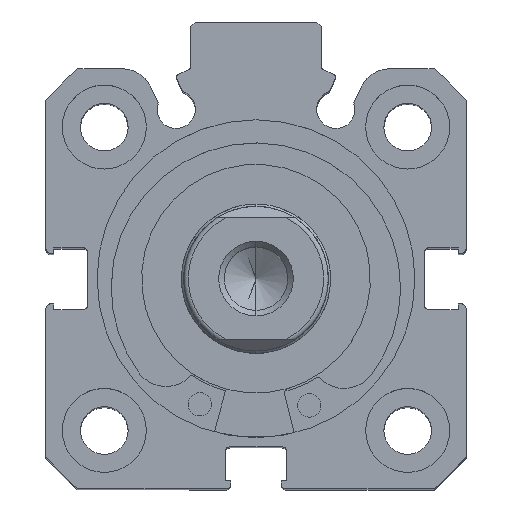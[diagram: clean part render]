
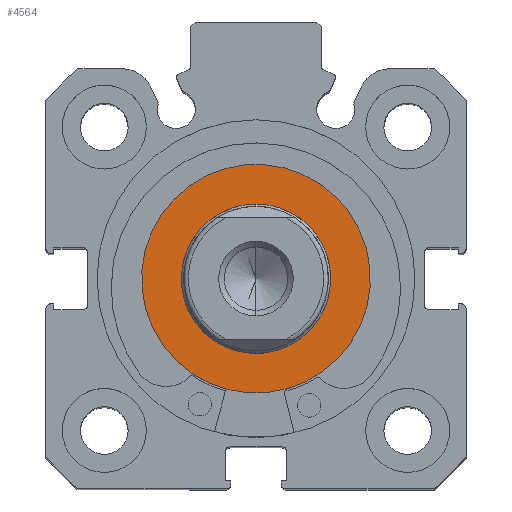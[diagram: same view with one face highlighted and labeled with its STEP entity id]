
A CAD part, top view. The second image highlights one B-rep face of the part: STEP entity #4564.
In plain terms, the highlighted face is planar.
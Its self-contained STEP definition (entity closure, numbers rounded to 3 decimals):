
#600 = CARTESIAN_POINT ( 'NONE',  ( 0., 0., 0. ) ) ;
#607 = DIRECTION ( 'NONE',  ( -1., 0., 0. ) ) ;
#608 = DIRECTION ( 'NONE',  ( 0., 0., 1. ) ) ;
#630 = CARTESIAN_POINT ( 'NONE',  ( 0., 0., 0. ) ) ;
#631 = DIRECTION ( 'NONE',  ( -1., 0., 0. ) ) ;
#632 = DIRECTION ( 'NONE',  ( 0., 0., 1. ) ) ;
#676 = CARTESIAN_POINT ( 'NONE',  ( 0., 0., 0. ) ) ;
#677 = CARTESIAN_POINT ( 'NONE',  ( 0., 0., 0. ) ) ;
#678 = DIRECTION ( 'NONE',  ( -1., 0., 0. ) ) ;
#679 = DIRECTION ( 'NONE',  ( 0., 0., 1. ) ) ;
#684 = DIRECTION ( 'NONE',  ( -1., 0., 0. ) ) ;
#685 = DIRECTION ( 'NONE',  ( 0., 0., 1. ) ) ;
#1210 = CARTESIAN_POINT ( 'NONE',  ( 0., 0., 8. ) ) ;
#1212 = CARTESIAN_POINT ( 'NONE',  ( 0., 0., 12.25 ) ) ;
#1214 = CARTESIAN_POINT ( 'NONE',  ( 0., 0., -12.25 ) ) ;
#1235 = CARTESIAN_POINT ( 'NONE',  ( 0., 0., -8. ) ) ;
#1415 = AXIS2_PLACEMENT_3D ( 'NONE', #600, #607, #608 ) ;
#1419 = AXIS2_PLACEMENT_3D ( 'NONE', #630, #631, #632 ) ;
#1431 = AXIS2_PLACEMENT_3D ( 'NONE', #676, #678, #679 ) ;
#1437 = AXIS2_PLACEMENT_3D ( 'NONE', #677, #684, #685 ) ;
#1672 = EDGE_LOOP ( 'NONE', ( #5009, #5008 ) ) ;
#1856 = FACE_BOUND ( 'NONE', #6426, .T. ) ;
#1862 = FACE_OUTER_BOUND ( 'NONE', #1672, .T. ) ;
#2823 = CIRCLE ( 'NONE', #1415, 12.25 ) ;
#2834 = CIRCLE ( 'NONE', #1419, 8. ) ;
#2857 = CIRCLE ( 'NONE', #1431, 12.25 ) ;
#2860 = CIRCLE ( 'NONE', #1437, 8. ) ;
#4564 = ADVANCED_FACE ( 'NONE', ( #1856, #1862 ), #6661, .F. ) ;
#5008 = ORIENTED_EDGE ( 'NONE', *, *, #5863, .T. ) ;
#5009 = ORIENTED_EDGE ( 'NONE', *, *, #5837, .T. ) ;
#5010 = ORIENTED_EDGE ( 'NONE', *, *, #5845, .F. ) ;
#5011 = ORIENTED_EDGE ( 'NONE', *, *, #5865, .F. ) ;
#5837 = EDGE_CURVE ( 'NONE', #7138, #7140, #2823, .T. ) ;
#5845 = EDGE_CURVE ( 'NONE', #7164, #7135, #2834, .T. ) ;
#5863 = EDGE_CURVE ( 'NONE', #7140, #7138, #2857, .T. ) ;
#5865 = EDGE_CURVE ( 'NONE', #7135, #7164, #2860, .T. ) ;
#6054 = AXIS2_PLACEMENT_3D ( 'NONE', #6618, #6652, #6653 ) ;
#6426 = EDGE_LOOP ( 'NONE', ( #5011, #5010 ) ) ;
#6618 = CARTESIAN_POINT ( 'NONE',  ( 0., 12.25, 0. ) ) ;
#6652 = DIRECTION ( 'NONE',  ( 1., 0., 0. ) ) ;
#6653 = DIRECTION ( 'NONE',  ( 0., 0., -1. ) ) ;
#6661 = PLANE ( 'NONE',  #6054 ) ;
#7135 = VERTEX_POINT ( 'NONE', #1210 ) ;
#7138 = VERTEX_POINT ( 'NONE', #1212 ) ;
#7140 = VERTEX_POINT ( 'NONE', #1214 ) ;
#7164 = VERTEX_POINT ( 'NONE', #1235 ) ;
